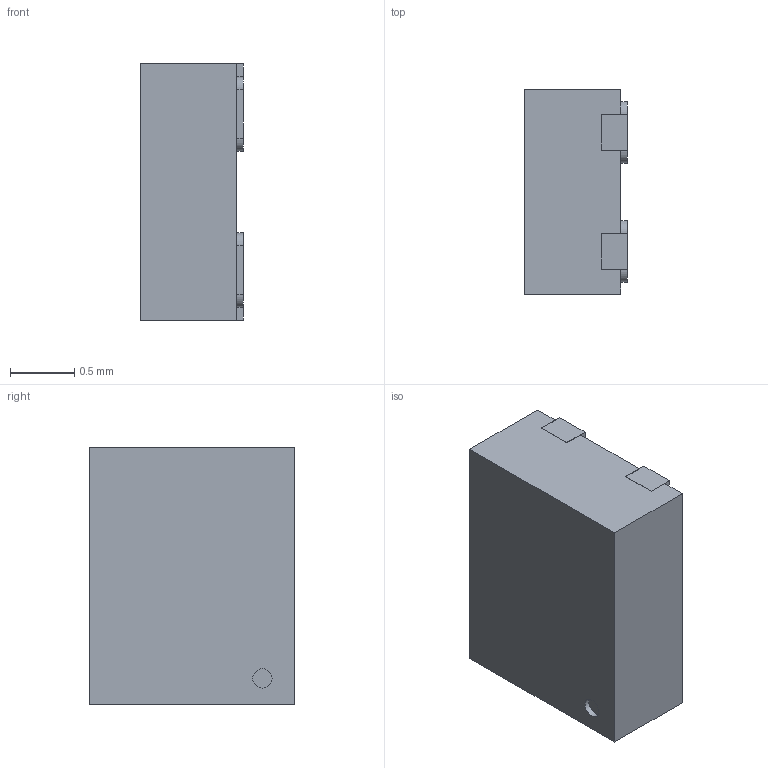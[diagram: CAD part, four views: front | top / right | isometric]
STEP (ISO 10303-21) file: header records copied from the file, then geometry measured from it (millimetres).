
FILE_DESCRIPTION(('CAx-IF Rec.Pracs.---Model Styling and Organization---1.5---2016-08-15','CAx-IF Rec.Pracs.---Geometric and Assembly Validation Properties---4.4---2016-08-17','CAx-IF Rec.Pracs.---User Defined Attributes---1.5---2016-08-15','CAx-IF Rec.Pracs.---External References---2.1---2005-01-19'),'2;1');
FILE_NAME('HSE_2.0x1.6mm.step','2020-07-19T00:16:46',('Unspecified'),('Unspecified'),'CAD Exchanger 3.8.1 (cadexchanger.com)','Unspecified','');
FILE_SCHEMA(('AUTOMOTIVE_DESIGN { 1 0 10303 214 1 1 1 1 }'));
Length unit declared in the file: millimetre
Products named in the file (1): QFN_2016_4pins
Bounding box: 0.8 x 1.6 x 2 mm (x, y, z)
Volume: 2.5 mm3; surface area: 12.2 mm2
Topology: 1 solids, 1 shells, 56 faces, 159 edges, 106 vertices
Faces by surface type: plane 40, cylinder 16
Full cylindrical faces by diameter (mm): 0.15 x1
Entity records: 2276 total; most frequent: CARTESIAN_POINT 323, ORIENTED_EDGE 318, DIRECTION 304, EDGE_CURVE 159, LINE 126, VECTOR 126, VERTEX_POINT 106, AXIS2_PLACEMENT_3D 89
